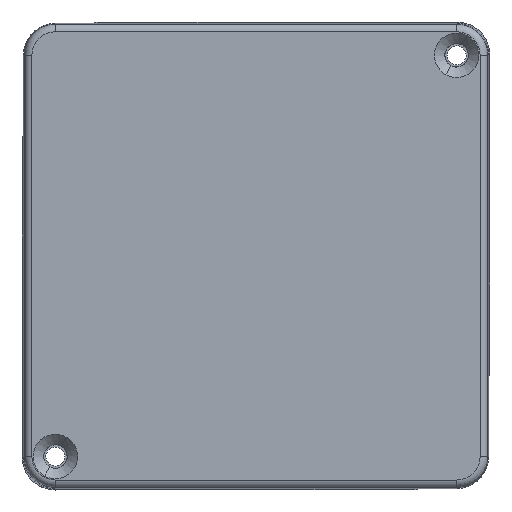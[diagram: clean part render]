
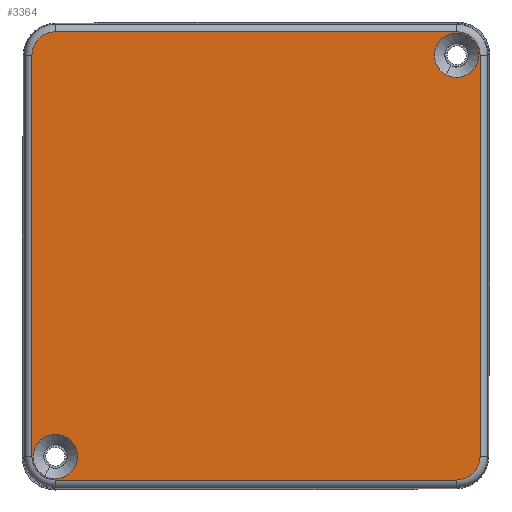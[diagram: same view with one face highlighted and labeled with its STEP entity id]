
A CAD part, top view. The second image highlights one B-rep face of the part: STEP entity #3364.
In plain terms, the highlighted planar face has unit normal (0, 0, 1).
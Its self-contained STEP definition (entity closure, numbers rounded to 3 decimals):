
#888=DIRECTION('',(0.,1.,0.));
#889=VECTOR('',#888,86.619);
#890=CARTESIAN_POINT('',(-48.366,-43.31,122.681));
#891=LINE('',#890,#889);
#911=DIRECTION('',(1.,0.,0.));
#912=VECTOR('',#911,86.619);
#913=CARTESIAN_POINT('',(-43.31,48.366,122.681));
#914=LINE('',#913,#912);
#934=DIRECTION('',(0.,-1.,0.));
#935=VECTOR('',#934,86.619);
#936=CARTESIAN_POINT('',(48.366,43.31,122.681));
#937=LINE('',#936,#935);
#957=DIRECTION('',(-1.,0.,0.));
#958=VECTOR('',#957,86.619);
#959=CARTESIAN_POINT('',(43.31,-48.366,122.681));
#960=LINE('',#959,#958);
#965=CARTESIAN_POINT('',(43.31,43.31,122.681));
#966=DIRECTION('',(0.,0.,1.));
#967=DIRECTION('',(1.,0.,0.));
#968=AXIS2_PLACEMENT_3D('',#965,#966,#967);
#970=CARTESIAN_POINT('',(43.31,-43.31,122.681));
#971=DIRECTION('',(0.,0.,1.));
#972=DIRECTION('',(0.,-1.,0.));
#973=AXIS2_PLACEMENT_3D('',#970,#971,#972);
#975=CARTESIAN_POINT('',(-43.31,-43.31,122.681));
#976=DIRECTION('',(0.,0.,1.));
#977=DIRECTION('',(-1.,0.,0.));
#978=AXIS2_PLACEMENT_3D('',#975,#976,#977);
#980=CARTESIAN_POINT('',(-43.31,43.31,122.681));
#981=DIRECTION('',(0.,0.,1.));
#982=DIRECTION('',(0.,1.,0.));
#983=AXIS2_PLACEMENT_3D('',#980,#981,#982);
#985=CARTESIAN_POINT('',(43.3,43.3,122.681));
#986=DIRECTION('',(0.,0.,1.));
#987=DIRECTION('',(0.48,0.877,0.));
#988=AXIS2_PLACEMENT_3D('',#985,#986,#987);
#990=CARTESIAN_POINT('',(45.604,47.51,122.68));
#991=CARTESIAN_POINT('',(45.805,47.4,122.68));
#992=CARTESIAN_POINT('',(46.187,47.156,122.681));
#993=CARTESIAN_POINT('',(46.708,46.704,122.681));
#994=CARTESIAN_POINT('',(47.157,46.184,122.681));
#995=CARTESIAN_POINT('',(47.529,45.606,122.681));
#996=CARTESIAN_POINT('',(47.814,44.98,122.681));
#997=CARTESIAN_POINT('',(48.007,44.321,122.681));
#998=CARTESIAN_POINT('',(48.104,43.64,122.681));
#999=CARTESIAN_POINT('',(48.104,42.953,122.681));
#1000=CARTESIAN_POINT('',(48.005,42.272,122.681));
#1001=CARTESIAN_POINT('',(47.811,41.613,122.681));
#1002=CARTESIAN_POINT('',(47.525,40.988,122.681));
#1003=CARTESIAN_POINT('',(47.153,40.41,122.681));
#1004=CARTESIAN_POINT('',(46.702,39.891,122.681));
#1005=CARTESIAN_POINT('',(46.182,39.441,122.681));
#1006=CARTESIAN_POINT('',(45.603,39.07,122.681));
#1007=CARTESIAN_POINT('',(44.978,38.785,122.681));
#1008=CARTESIAN_POINT('',(44.318,38.592,122.681));
#1009=CARTESIAN_POINT('',(43.637,38.495,122.681));
#1010=CARTESIAN_POINT('',(42.95,38.496,122.681));
#1011=CARTESIAN_POINT('',(42.27,38.595,122.681));
#1012=CARTESIAN_POINT('',(41.609,38.79,122.681));
#1013=CARTESIAN_POINT('',(41.197,38.98,122.68));
#1014=CARTESIAN_POINT('',(40.996,39.09,122.68));
#1016=CARTESIAN_POINT('',(-40.996,-39.09,
122.68));
#1017=CARTESIAN_POINT('',(-40.795,-39.2,
122.68));
#1018=CARTESIAN_POINT('',(-40.413,-39.444,
122.681));
#1019=CARTESIAN_POINT('',(-39.892,-39.896,
122.681));
#1020=CARTESIAN_POINT('',(-39.443,-40.416,
122.681));
#1021=CARTESIAN_POINT('',(-39.071,-40.994,
122.681));
#1022=CARTESIAN_POINT('',(-38.786,-41.62,
122.681));
#1023=CARTESIAN_POINT('',(-38.593,-42.279,
122.681));
#1024=CARTESIAN_POINT('',(-38.496,-42.96,
122.681));
#1025=CARTESIAN_POINT('',(-38.496,-43.647,
122.681));
#1026=CARTESIAN_POINT('',(-38.595,-44.328,
122.681));
#1027=CARTESIAN_POINT('',(-38.789,-44.987,
122.681));
#1028=CARTESIAN_POINT('',(-39.075,-45.612,
122.681));
#1029=CARTESIAN_POINT('',(-39.447,-46.19,
122.681));
#1030=CARTESIAN_POINT('',(-39.898,-46.709,
122.681));
#1031=CARTESIAN_POINT('',(-40.418,-47.159,
122.681));
#1032=CARTESIAN_POINT('',(-40.997,-47.53,
122.681));
#1033=CARTESIAN_POINT('',(-41.622,-47.815,
122.681));
#1034=CARTESIAN_POINT('',(-42.282,-48.008,
122.681));
#1035=CARTESIAN_POINT('',(-42.963,-48.105,122.681));
#1036=CARTESIAN_POINT('',(-43.65,-48.104,
122.681));
#1037=CARTESIAN_POINT('',(-44.33,-48.005,
122.681));
#1038=CARTESIAN_POINT('',(-44.991,-47.81,
122.681));
#1039=CARTESIAN_POINT('',(-45.403,-47.62,
122.68));
#1040=CARTESIAN_POINT('',(-45.604,-47.51,
122.68));
#1042=CARTESIAN_POINT('',(-43.3,-43.3,
122.681));
#1043=DIRECTION('',(0.,0.,1.));
#1044=DIRECTION('',(0.48,0.877,0.));
#1045=AXIS2_PLACEMENT_3D('',#1042,#1043,#1044);
#2020=CARTESIAN_POINT('',(48.366,43.31,122.681));
#2021=CARTESIAN_POINT('',(43.31,48.366,122.681));
#2022=VERTEX_POINT('',#2020);
#2023=VERTEX_POINT('',#2021);
#2024=CARTESIAN_POINT('',(-43.31,48.366,122.681));
#2025=VERTEX_POINT('',#2024);
#2026=CARTESIAN_POINT('',(-48.366,43.31,122.681));
#2027=VERTEX_POINT('',#2026);
#2028=CARTESIAN_POINT('',(-48.366,-43.31,
122.681));
#2029=VERTEX_POINT('',#2028);
#2030=CARTESIAN_POINT('',(-43.31,-48.366,
122.681));
#2031=VERTEX_POINT('',#2030);
#2032=CARTESIAN_POINT('',(43.31,-48.366,122.681));
#2033=VERTEX_POINT('',#2032);
#2034=CARTESIAN_POINT('',(48.366,-43.31,122.681));
#2035=VERTEX_POINT('',#2034);
#2040=CARTESIAN_POINT('',(-40.996,-39.09,
122.68));
#2041=VERTEX_POINT('',#2040);
#2042=CARTESIAN_POINT('',(-45.604,-47.51,
122.68));
#2043=VERTEX_POINT('',#2042);
#2077=CARTESIAN_POINT('',(40.996,39.09,122.68));
#2079=VERTEX_POINT('',#2077);
#2082=CARTESIAN_POINT('',(45.604,47.51,122.68));
#2083=VERTEX_POINT('',#2082);
#3337=CARTESIAN_POINT('',(43.31,49.911,122.681));
#3338=DIRECTION('',(0.,0.,-1.));
#3339=DIRECTION('',(0.,-1.,0.));
#3340=AXIS2_PLACEMENT_3D('',#3337,#3338,#3339);
#3341=PLANE('',#3340);
#3342=ORIENTED_EDGE('',*,*,#3285,.F.);
#3343=ORIENTED_EDGE('',*,*,#3300,.T.);
#3344=ORIENTED_EDGE('',*,*,#3315,.F.);
#3345=ORIENTED_EDGE('',*,*,#3329,.T.);
#3346=ORIENTED_EDGE('',*,*,#3225,.F.);
#3347=ORIENTED_EDGE('',*,*,#3240,.T.);
#3348=ORIENTED_EDGE('',*,*,#3255,.F.);
#3349=ORIENTED_EDGE('',*,*,#3270,.T.);
#3350=EDGE_LOOP('',(#3342,#3343,#3344,#3345,#3346,#3347,#3348,#3349));
#3351=FACE_OUTER_BOUND('',#3350,.F.);
#3353=ORIENTED_EDGE('',*,*,#3352,.T.);
#3355=ORIENTED_EDGE('',*,*,#3354,.F.);
#3356=EDGE_LOOP('',(#3353,#3355));
#3357=FACE_BOUND('',#3356,.F.);
#3359=ORIENTED_EDGE('',*,*,#3358,.F.);
#3361=ORIENTED_EDGE('',*,*,#3360,.T.);
#3362=EDGE_LOOP('',(#3359,#3361));
#3363=FACE_BOUND('',#3362,.F.);
#3364=ADVANCED_FACE('',(#3351,#3357,#3363),#3341,.F.);
#969=CIRCLE('',#968,5.057);
#974=CIRCLE('',#973,5.057);
#979=CIRCLE('',#978,5.057);
#984=CIRCLE('',#983,5.057);
#989=CIRCLE('',#988,4.8);
#1015=B_SPLINE_CURVE_WITH_KNOTS('',3,(#990,#991,#992,#993,#994,#995,#996,#997,
#998,#999,#1000,#1001,#1002,#1003,#1004,#1005,#1006,#1007,#1008,#1009,#1010,
#1011,#1012,#1013,#1014),.UNSPECIFIED.,.F.,.F.,(4,1,1,1,1,1,1,1,1,1,1,1,1,1,1,1,
1,1,1,1,1,1,4),(0.,0.045,0.091,0.136,
0.182,0.227,0.273,0.318,
0.364,0.409,0.455,0.5,0.545,
0.591,0.636,0.682,0.727,
0.773,0.818,0.864,0.909,
0.955,1.),.UNSPECIFIED.);
#1041=B_SPLINE_CURVE_WITH_KNOTS('',3,(#1016,#1017,#1018,#1019,#1020,#1021,#1022,
#1023,#1024,#1025,#1026,#1027,#1028,#1029,#1030,#1031,#1032,#1033,#1034,#1035,
#1036,#1037,#1038,#1039,#1040),.UNSPECIFIED.,.F.,.F.,(4,1,1,1,1,1,1,1,1,1,1,1,1,
1,1,1,1,1,1,1,1,1,4),(0.,0.045,0.091,
0.136,0.182,0.227,0.273,
0.318,0.364,0.409,0.455,0.5,
0.545,0.591,0.636,0.682,
0.727,0.773,0.818,0.864,
0.909,0.955,1.),.UNSPECIFIED.);
#1046=CIRCLE('',#1045,4.8);
#3225=EDGE_CURVE('',#2029,#2031,#979,.T.);
#3240=EDGE_CURVE('',#2029,#2027,#891,.T.);
#3255=EDGE_CURVE('',#2025,#2027,#984,.T.);
#3270=EDGE_CURVE('',#2025,#2023,#914,.T.);
#3285=EDGE_CURVE('',#2022,#2023,#969,.T.);
#3300=EDGE_CURVE('',#2022,#2035,#937,.T.);
#3315=EDGE_CURVE('',#2033,#2035,#974,.T.);
#3329=EDGE_CURVE('',#2033,#2031,#960,.T.);
#3352=EDGE_CURVE('',#2083,#2079,#989,.T.);
#3354=EDGE_CURVE('',#2083,#2079,#1015,.T.);
#3358=EDGE_CURVE('',#2041,#2043,#1041,.T.);
#3360=EDGE_CURVE('',#2041,#2043,#1046,.T.);
